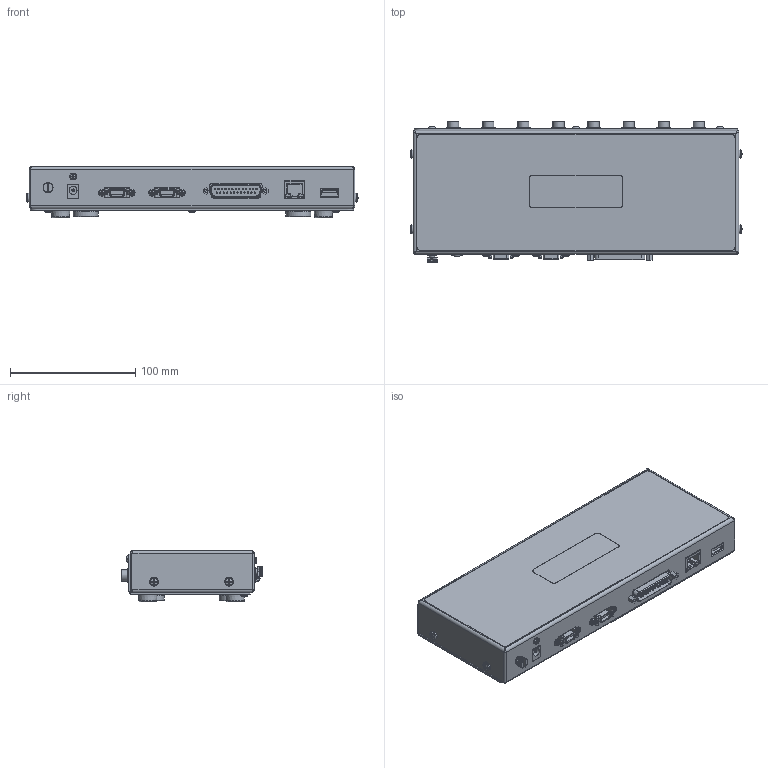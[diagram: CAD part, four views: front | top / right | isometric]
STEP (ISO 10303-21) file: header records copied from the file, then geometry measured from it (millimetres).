
FILE_DESCRIPTION( ( 'STEP AP214' ), '1' );
FILE_NAME( 'MVS08.step', '2018-07-09T09:18:06', ( ' ' ), ( ' ' ), 'XStep 1.0', ' ', ' ' );
FILE_SCHEMA( ( 'automotive_design' ) );
Length unit declared in the file: millimetre
Products named in the file (10): 1; 2; 3; 4; 5; 6; 7; 8; 9; 10
Bounding box: 265.15 x 113.3 x 41.2 mm (x, y, z)
Volume: 922750.1 mm3; surface area: 94354.8 mm2
Topology: 10 solids, 37 shells, 1246 faces, 3076 edges, 1944 vertices
Faces by surface type: plane 654, cylinder 353, torus 109, sphere 90, cone 32, bspline 8
Full cylindrical faces by diameter (mm): 1.02 x25, 2 x1, 2.6 x2, 5.5 x11, 5.6 x8, 6.4 x1, 7 x5, 7.2 x16, 8.85 x16, 11 x8, 20 x4
Entity records: 46427 total; most frequent: CARTESIAN_POINT 7889, DIRECTION 6162, ORIENTED_EDGE 5478, EDGE_CURVE 2739, AXIS2_PLACEMENT_3D 2349, VERTEX_POINT 1848, EDGE_LOOP 1547, LINE 1464
